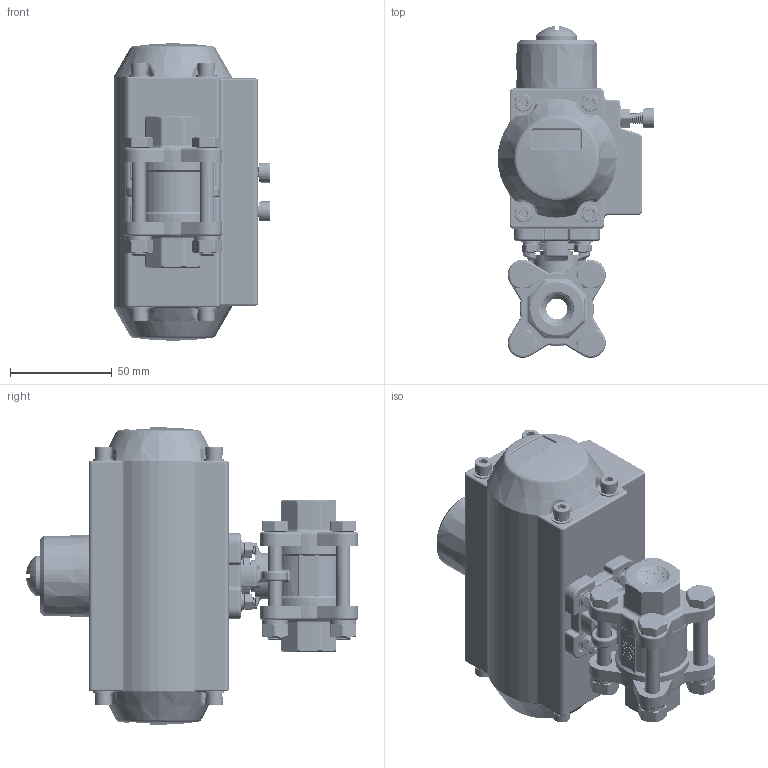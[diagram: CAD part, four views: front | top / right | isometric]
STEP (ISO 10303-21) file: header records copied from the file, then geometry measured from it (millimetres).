
FILE_DESCRIPTION (( 'STEP AP214' ), '1' );
FILE_NAME ('KD3-8.STEP', '2019-02-11T18:30:50', ( '' ), ( '' ), 'SwSTEP 2.0', 'SolidWorks 2016', '' );
FILE_SCHEMA (( 'AUTOMOTIVE_DESIGN' ));
Length unit declared in the file: millimetre
Products named in the file (1): KD3-8
Bounding box: 76.9 x 163.06 x 146.1 mm (x, y, z)
Volume: 650473.4 mm3; surface area: 132143.2 mm2
Topology: 59 solids, 59 shells, 3401 faces, 8672 edges, 5419 vertices
Faces by surface type: cylinder 1556, plane 723, bspline 424, cone 315, torus 277, sphere 106
Entity records: 257140 total; most frequent: CARTESIAN_POINT 144836, ORIENTED_EDGE 17204, DIRECTION 13745, EDGE_CURVE 8602, VERTEX_POINT 5418, AXIS2_PLACEMENT_3D 5386, EDGE_LOOP 3592, UNCERTAINTY_MEASURE_WITH_UNIT 3462
